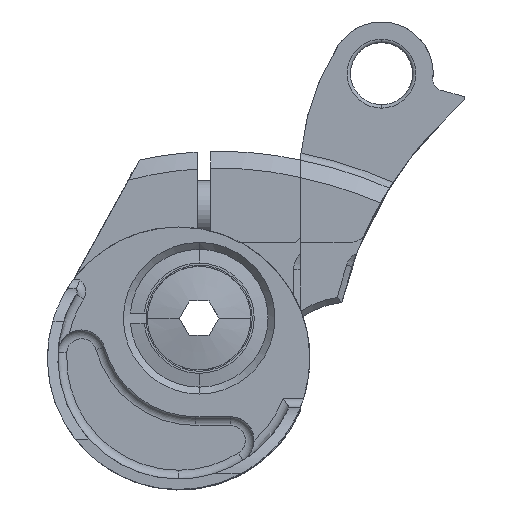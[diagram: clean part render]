
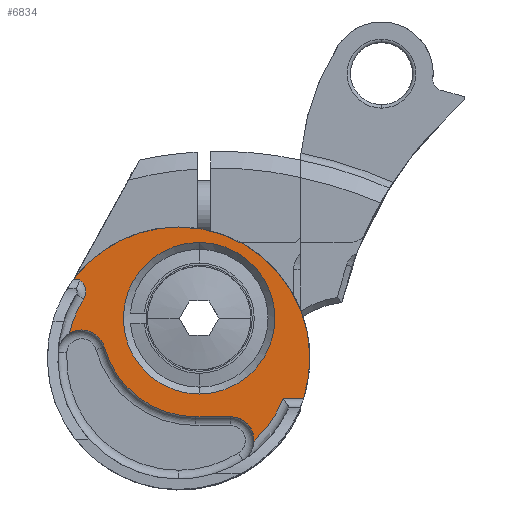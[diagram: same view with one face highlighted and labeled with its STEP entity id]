
A CAD part, left-side view. The second image highlights one B-rep face of the part: STEP entity #6834.
In plain terms, the highlighted planar face has unit normal (-1, 0, 0).
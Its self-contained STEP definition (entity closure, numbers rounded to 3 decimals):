
#19 = VECTOR ( 'NONE', #7186, 1000. ) ;
#44 = CARTESIAN_POINT ( 'NONE',  ( 12.44, 0., 11. ) ) ;
#83 = LINE ( 'NONE', #5829, #9696 ) ;
#152 = LINE ( 'NONE', #239, #2021 ) ;
#220 = EDGE_CURVE ( 'NONE', #10644, #1050, #152, .T. ) ;
#239 = CARTESIAN_POINT ( 'NONE',  ( 12.44, -4.542, -14.302 ) ) ;
#485 = AXIS2_PLACEMENT_3D ( 'NONE', #4933, #11241, #5846 ) ;
#551 = DIRECTION ( 'NONE',  ( 0., 0., 1. ) ) ;
#600 = CARTESIAN_POINT ( 'NONE',  ( 12.44, 2.978, -5.807 ) ) ;
#641 = CIRCLE ( 'NONE', #3054, 3.429 ) ;
#891 = CIRCLE ( 'NONE', #3076, 19.05 ) ;
#909 = CARTESIAN_POINT ( 'NONE',  ( 12.44, 17.059, -1.707 ) ) ;
#918 = EDGE_CURVE ( 'NONE', #10307, #5261, #4140, .T. ) ;
#993 = ORIENTED_EDGE ( 'NONE', *, *, #7413, .T. ) ;
#1050 = VERTEX_POINT ( 'NONE', #4146 ) ;
#1074 = PLANE ( 'NONE',  #2916 ) ;
#1094 = VERTEX_POINT ( 'NONE', #11663 ) ;
#1302 = DIRECTION ( 'NONE',  ( -1., 0., 0. ) ) ;
#1482 = VERTEX_POINT ( 'NONE', #9718 ) ;
#1504 = DIRECTION ( 'NONE',  ( 0., 0., -1. ) ) ;
#1621 = VERTEX_POINT ( 'NONE', #3695 ) ;
#1716 = CARTESIAN_POINT ( 'NONE',  ( 12.44, -14.7, -11.637 ) ) ;
#2021 = VECTOR ( 'NONE', #7970, 1000. ) ;
#2030 = FACE_OUTER_BOUND ( 'NONE', #8144, .T. ) ;
#2239 = DIRECTION ( 'NONE',  ( 0., -1., 0. ) ) ;
#2250 = DIRECTION ( 'NONE',  ( 1., 0., 0. ) ) ;
#2445 = LINE ( 'NONE', #1716, #19 ) ;
#2485 = DIRECTION ( 'NONE',  ( -1., 0., 0. ) ) ;
#2559 = CIRCLE ( 'NONE', #4233, 3.429 ) ;
#2696 = CARTESIAN_POINT ( 'NONE',  ( 12.44, 2.978, 13.243 ) ) ;
#2741 = ORIENTED_EDGE ( 'NONE', *, *, #10067, .T. ) ;
#2916 = AXIS2_PLACEMENT_3D ( 'NONE', #9219, #11015, #5629 ) ;
#2945 = CARTESIAN_POINT ( 'NONE',  ( 12.44, 13.756, -4.213 ) ) ;
#2955 = CIRCLE ( 'NONE', #4318, 19.05 ) ;
#2966 = CARTESIAN_POINT ( 'NONE',  ( 12.44, 2.978, -5.807 ) ) ;
#3054 = AXIS2_PLACEMENT_3D ( 'NONE', #4883, #11192, #5795 ) ;
#3058 = ORIENTED_EDGE ( 'NONE', *, *, #7817, .T. ) ;
#3076 = AXIS2_PLACEMENT_3D ( 'NONE', #2966, #9284, #3881 ) ;
#3573 = ORIENTED_EDGE ( 'NONE', *, *, #6339, .T. ) ;
#3577 = CIRCLE ( 'NONE', #9032, 16.256 ) ;
#3685 = ORIENTED_EDGE ( 'NONE', *, *, #8643, .T. ) ;
#3695 = CARTESIAN_POINT ( 'NONE',  ( 12.44, -7.969, -17.825 ) ) ;
#3811 = CARTESIAN_POINT ( 'NONE',  ( 12.44, 17.059, -5.136 ) ) ;
#3881 = DIRECTION ( 'NONE',  ( 0., 0., -1. ) ) ;
#3930 = EDGE_CURVE ( 'NONE', #1482, #6732, #2955, .T. ) ;
#4101 = DIRECTION ( 'NONE',  ( 1., 0., 0. ) ) ;
#4140 = CIRCLE ( 'NONE', #485, 11. ) ;
#4146 = CARTESIAN_POINT ( 'NONE',  ( 12.44, 0.461, -14.302 ) ) ;
#4233 = AXIS2_PLACEMENT_3D ( 'NONE', #10731, #5336, #11635 ) ;
#4318 = AXIS2_PLACEMENT_3D ( 'NONE', #7894, #2485, #8808 ) ;
#4623 = EDGE_CURVE ( 'NONE', #10644, #1621, #641, .T. ) ;
#4681 = EDGE_CURVE ( 'NONE', #1094, #8026, #83, .T. ) ;
#4721 = DIRECTION ( 'NONE',  ( 0., 0., -1. ) ) ;
#4775 = CARTESIAN_POINT ( 'NONE',  ( 12.44, 17.331, 5.565 ) ) ;
#4873 = VERTEX_POINT ( 'NONE', #909 ) ;
#4877 = CIRCLE ( 'NONE', #11126, 16.256 ) ;
#4883 = CARTESIAN_POINT ( 'NONE',  ( 12.44, -4.542, -17.731 ) ) ;
#4933 = CARTESIAN_POINT ( 'NONE',  ( 12.44, 0., 0. ) ) ;
#5261 = VERTEX_POINT ( 'NONE', #8769 ) ;
#5335 = ORIENTED_EDGE ( 'NONE', *, *, #220, .F. ) ;
#5336 = DIRECTION ( 'NONE',  ( 1., 0., 0. ) ) ;
#5367 = CIRCLE ( 'NONE', #6905, 11. ) ;
#5494 = CARTESIAN_POINT ( 'NONE',  ( 12.44, 16.76, 2.813 ) ) ;
#5607 = ORIENTED_EDGE ( 'NONE', *, *, #4623, .T. ) ;
#5629 = DIRECTION ( 'NONE',  ( 0., 0., -1. ) ) ;
#5648 = CIRCLE ( 'NONE', #5691, 2.032 ) ;
#5691 = AXIS2_PLACEMENT_3D ( 'NONE', #7650, #2250, #8567 ) ;
#5795 = DIRECTION ( 'NONE',  ( 0., 0., -1. ) ) ;
#5829 = CARTESIAN_POINT ( 'NONE',  ( 12.44, 2.978, 5.565 ) ) ;
#5846 = DIRECTION ( 'NONE',  ( 0., 0., -1. ) ) ;
#5994 = DIRECTION ( 'NONE',  ( -1., 0., 0. ) ) ;
#6339 = EDGE_CURVE ( 'NONE', #4873, #10431, #8556, .T. ) ;
#6652 = CARTESIAN_POINT ( 'NONE',  ( 12.44, 18.828, -2.199 ) ) ;
#6729 = CARTESIAN_POINT ( 'NONE',  ( 12.44, 2.978, -5.807 ) ) ;
#6732 = VERTEX_POINT ( 'NONE', #2696 ) ;
#6785 = CARTESIAN_POINT ( 'NONE',  ( 12.44, -12.197, -11.637 ) ) ;
#6834 = ADVANCED_FACE ( 'NONE', ( #2030, #9509 ), #1074, .F. ) ;
#6905 = AXIS2_PLACEMENT_3D ( 'NONE', #9505, #4101, #10413 ) ;
#6945 = DIRECTION ( 'NONE',  ( -1., 0., 0. ) ) ;
#7068 = ORIENTED_EDGE ( 'NONE', *, *, #11113, .T. ) ;
#7186 = DIRECTION ( 'NONE',  ( 0., -1., 0. ) ) ;
#7413 = EDGE_CURVE ( 'NONE', #6732, #1094, #891, .T. ) ;
#7623 = DIRECTION ( 'NONE',  ( 0., 0., -1. ) ) ;
#7650 = CARTESIAN_POINT ( 'NONE',  ( 12.44, 18.482, 3.891 ) ) ;
#7817 = EDGE_CURVE ( 'NONE', #9992, #1482, #2445, .T. ) ;
#7819 = ORIENTED_EDGE ( 'NONE', *, *, #918, .T. ) ;
#7894 = CARTESIAN_POINT ( 'NONE',  ( 12.44, 2.978, -5.807 ) ) ;
#7897 = VERTEX_POINT ( 'NONE', #5494 ) ;
#7970 = DIRECTION ( 'NONE',  ( 0., 1., 0. ) ) ;
#8026 = VERTEX_POINT ( 'NONE', #4775 ) ;
#8048 = ORIENTED_EDGE ( 'NONE', *, *, #10108, .T. ) ;
#8107 = AXIS2_PLACEMENT_3D ( 'NONE', #11383, #5994, #551 ) ;
#8144 = EDGE_LOOP ( 'NONE', ( #5607, #7068, #3058, #10004, #993, #10698, #9071, #8048, #3685, #3573, #2741, #5335 ) ) ;
#8556 = CIRCLE ( 'NONE', #11424, 3.429 ) ;
#8567 = DIRECTION ( 'NONE',  ( 0., 0., -1. ) ) ;
#8643 = EDGE_CURVE ( 'NONE', #9282, #4873, #2559, .T. ) ;
#8769 = CARTESIAN_POINT ( 'NONE',  ( 12.44, 0., -11. ) ) ;
#8808 = DIRECTION ( 'NONE',  ( 0., 0., -1. ) ) ;
#9032 = AXIS2_PLACEMENT_3D ( 'NONE', #6729, #1302, #7623 ) ;
#9071 = ORIENTED_EDGE ( 'NONE', *, *, #9965, .T. ) ;
#9219 = CARTESIAN_POINT ( 'NONE',  ( 12.44, 2.978, -5.807 ) ) ;
#9282 = VERTEX_POINT ( 'NONE', #6652 ) ;
#9284 = DIRECTION ( 'NONE',  ( -1., 0., 0. ) ) ;
#9505 = CARTESIAN_POINT ( 'NONE',  ( 12.44, 0., 0. ) ) ;
#9509 = FACE_BOUND ( 'NONE', #10594, .T. ) ;
#9595 = CIRCLE ( 'NONE', #8107, 13.804 ) ;
#9696 = VECTOR ( 'NONE', #2239, 1000. ) ;
#9718 = CARTESIAN_POINT ( 'NONE',  ( 12.44, -15.159, -11.637 ) ) ;
#9965 = EDGE_CURVE ( 'NONE', #8026, #7897, #5648, .T. ) ;
#9992 = VERTEX_POINT ( 'NONE', #6785 ) ;
#9997 = EDGE_CURVE ( 'NONE', #5261, #10307, #5367, .T. ) ;
#10004 = ORIENTED_EDGE ( 'NONE', *, *, #3930, .T. ) ;
#10067 = EDGE_CURVE ( 'NONE', #10431, #1050, #9595, .T. ) ;
#10108 = EDGE_CURVE ( 'NONE', #7897, #9282, #4877, .T. ) ;
#10124 = DIRECTION ( 'NONE',  ( 1., 0., 0. ) ) ;
#10307 = VERTEX_POINT ( 'NONE', #44 ) ;
#10413 = DIRECTION ( 'NONE',  ( 0., 0., -1. ) ) ;
#10431 = VERTEX_POINT ( 'NONE', #2945 ) ;
#10435 = CARTESIAN_POINT ( 'NONE',  ( 12.44, -4.542, -14.302 ) ) ;
#10594 = EDGE_LOOP ( 'NONE', ( #7819, #11653 ) ) ;
#10644 = VERTEX_POINT ( 'NONE', #10435 ) ;
#10698 = ORIENTED_EDGE ( 'NONE', *, *, #4681, .T. ) ;
#10731 = CARTESIAN_POINT ( 'NONE',  ( 12.44, 17.059, -5.136 ) ) ;
#11015 = DIRECTION ( 'NONE',  ( 1., 0., 0. ) ) ;
#11113 = EDGE_CURVE ( 'NONE', #1621, #9992, #3577, .T. ) ;
#11126 = AXIS2_PLACEMENT_3D ( 'NONE', #600, #6945, #1504 ) ;
#11192 = DIRECTION ( 'NONE',  ( 1., 0., 0. ) ) ;
#11241 = DIRECTION ( 'NONE',  ( 1., 0., 0. ) ) ;
#11383 = CARTESIAN_POINT ( 'NONE',  ( 12.44, 0.461, -0.498 ) ) ;
#11424 = AXIS2_PLACEMENT_3D ( 'NONE', #3811, #10124, #4721 ) ;
#11635 = DIRECTION ( 'NONE',  ( 0., 0., -1. ) ) ;
#11653 = ORIENTED_EDGE ( 'NONE', *, *, #9997, .T. ) ;
#11663 = CARTESIAN_POINT ( 'NONE',  ( 12.44, 18.261, 5.565 ) ) ;
